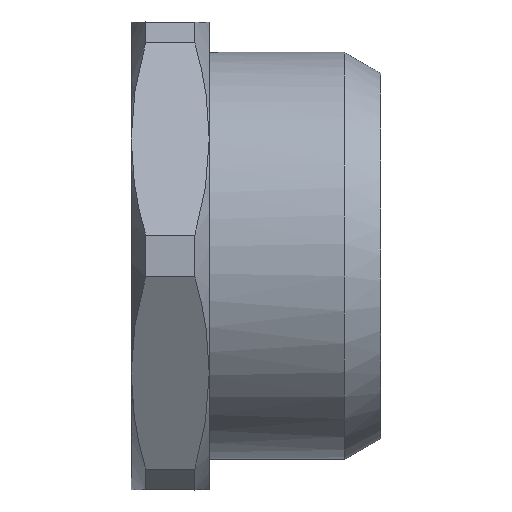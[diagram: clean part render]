
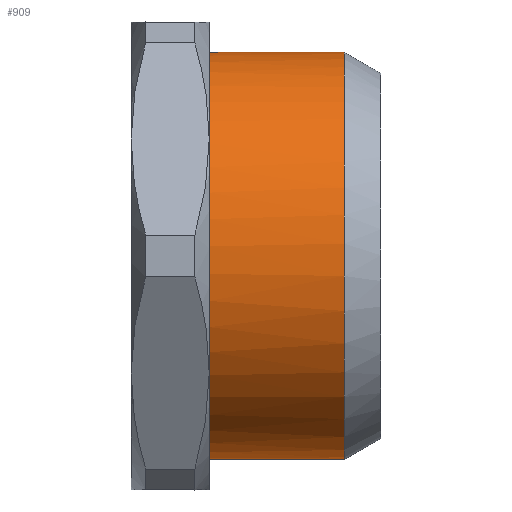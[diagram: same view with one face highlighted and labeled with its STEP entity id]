
A CAD part, left-side view. The second image highlights one B-rep face of the part: STEP entity #909.
In plain terms, the highlighted free-form (B-spline) face has degree [1, 3] with [2, 4] control points.
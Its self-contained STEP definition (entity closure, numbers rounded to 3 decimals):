
#29 = CARTESIAN_POINT ( 'NONE',  ( 0., 11., 13.05 ) ) ;
#35 = B_SPLINE_CURVE_WITH_KNOTS ( 'NONE', 1,
 ( #957, #1700 ),
 .UNSPECIFIED., .F., .F.,
 ( 2, 2 ),
 ( -1., 0. ),
 .UNSPECIFIED. ) ;
#40 = CARTESIAN_POINT ( 'NONE',  ( -26.1, 2.338, 13.05 ) ) ;
#88 = CARTESIAN_POINT ( 'NONE',  ( -4.202, 11., 12.385 ) ) ;
#137 = CARTESIAN_POINT ( 'NONE',  ( 0., 2.338, -13.05 ) ) ;
#138 = CARTESIAN_POINT ( 'NONE',  ( -13.05, 11., -0.857 ) ) ;
#144 = CARTESIAN_POINT ( 'NONE',  ( 0., 2.338, 13.05 ) ) ;
#147 = CARTESIAN_POINT ( 'NONE',  ( -26.1, 2.338, -13.05 ) ) ;
#188 = CARTESIAN_POINT ( 'NONE',  ( -12.632, 11., 3.386 ) ) ;
#206 = CARTESIAN_POINT ( 'NONE',  ( -3.386, 11., 12.632 ) ) ;
#251 = ORIENTED_EDGE ( 'NONE', *, *, #1065, .F. ) ;
#289 = CARTESIAN_POINT ( 'NONE',  ( -13.05, 11., 0.857 ) ) ;
#300 = VERTEX_POINT ( 'NONE', #511 ) ;
#307 = CARTESIAN_POINT ( 'NONE',  ( -26.1, 2.338, 13.05 ) ) ;
#309 = VERTEX_POINT ( 'NONE', #1490 ) ;
#342 = CARTESIAN_POINT ( 'NONE',  ( -6.538, 11., 11.327 ) ) ;
#352 = CARTESIAN_POINT ( 'NONE',  ( -9.834, 11., 8.622 ) ) ;
#398 = ORIENTED_EDGE ( 'NONE', *, *, #1351, .T. ) ;
#471 = CARTESIAN_POINT ( 'NONE',  ( -6.538, 11., -11.327 ) ) ;
#476 = CARTESIAN_POINT ( 'NONE',  ( -1.706, 11., 12.966 ) ) ;
#485 = CARTESIAN_POINT ( 'NONE',  ( -7.963, 11., 10.375 ) ) ;
#511 = CARTESIAN_POINT ( 'NONE',  ( 0., 2.338, 13.05 ) ) ;
#541 = ORIENTED_EDGE ( 'NONE', *, *, #1688, .T. ) ;
#549 = CARTESIAN_POINT ( 'NONE',  ( -11.729, 11., 5.786 ) ) ;
#576 = CARTESIAN_POINT ( 'NONE',  ( -26.1, 11., -13.05 ) ) ;
#681 = CARTESIAN_POINT ( 'NONE',  ( 0., 2.338, -13.05 ) ) ;
#699 = FACE_OUTER_BOUND ( 'NONE', #1479, .T. ) ;
#719 = CARTESIAN_POINT ( 'NONE',  ( 0., 2.338, -13.05 ) ) ;
#729 = CARTESIAN_POINT ( 'NONE',  ( -1.706, 11., -12.966 ) ) ;
#755 = CARTESIAN_POINT ( 'NONE',  ( -10.375, 11., 7.963 ) ) ;
#805 = CARTESIAN_POINT ( 'NONE',  ( -9.834, 11., -8.622 ) ) ;
#842 = CARTESIAN_POINT ( 'NONE',  ( -26.1, 2.338, -13.05 ) ) ;
#848 = CARTESIAN_POINT ( 'NONE',  ( 0., 11., -13.05 ) ) ;
#855 = CARTESIAN_POINT ( 'NONE',  ( -26.1, 11., 13.05 ) ) ;
#877 = CARTESIAN_POINT ( 'NONE',  ( -11.327, 11., 6.538 ) ) ;
#892 = CARTESIAN_POINT ( 'NONE',  ( -5.786, 11., 11.729 ) ) ;
#909 = ADVANCED_FACE ( 'NONE', ( #699 ), #1058, .F. ) ;
#957 = CARTESIAN_POINT ( 'NONE',  ( 0., 2.338, 13.05 ) ) ;
#965 = EDGE_CURVE ( 'NONE', #300, #1520, #35, .T. ) ;
#981 = CARTESIAN_POINT ( 'NONE',  ( -4.202, 11., -12.385 ) ) ;
#1039 = CARTESIAN_POINT ( 'NONE',  ( -0.857, 11., 13.05 ) ) ;
#1058 =( BOUNDED_SURFACE ( )  B_SPLINE_SURFACE ( 1, 3, ( 
 ( #29, #855, #576, #1410 ),
 ( #144, #307, #147, #137 ) ),
 .UNSPECIFIED., .F., .F., .F. ) 
 B_SPLINE_SURFACE_WITH_KNOTS ( ( 2, 2 ),
 ( 4, 4 ),
 ( 0., 1. ),
 ( 0., 1. ),
 .UNSPECIFIED. ) 
 GEOMETRIC_REPRESENTATION_ITEM ( )  RATIONAL_B_SPLINE_SURFACE ( (
 ( 1., 0.333, 0.333, 1.),
 ( 1., 0.333, 0.333, 1.) ) ) 
 REPRESENTATION_ITEM ( '' )  SURFACE ( )  );
#1065 = EDGE_CURVE ( 'NONE', #1340, #1520, #1204, .T. ) ;
#1100 = CARTESIAN_POINT ( 'NONE',  ( 0., 11., 13.05 ) ) ;
#1106 = CARTESIAN_POINT ( 'NONE',  ( -11.729, 11., -5.786 ) ) ;
#1141 = CARTESIAN_POINT ( 'NONE',  ( -12.385, 11., 4.202 ) ) ;
#1171 = CARTESIAN_POINT ( 'NONE',  ( -8.622, 11., 9.834 ) ) ;
#1204 = B_SPLINE_CURVE_WITH_KNOTS ( 'NONE', 3,
 ( #1702, #1412, #729, #1547, #981, #1299, #471, #1600, #1488, #805, #1416, #1611, #1106, #1268, #1440, #1753, #138, #289, #1325, #188, #1141, #549, #877, #755, #352, #1171, #485, #342, #892, #88, #206, #476, #1039, #1587 ),
 .UNSPECIFIED., .F., .F.,
 ( 4, 2, 2, 2, 2, 2, 2, 2, 2, 2, 2, 2, 2, 2, 2, 2, 4 ),
 ( 0., 0.196, 0.393, 0.589, 0.785, 0.982, 1.178, 1.374, 1.571, 1.767, 1.963, 2.16, 2.356, 2.553, 2.749, 2.945, 3.142 ),
 .UNSPECIFIED. ) ;
#1216 =( BOUNDED_CURVE ( )  B_SPLINE_CURVE ( 3, ( #719, #842, #40, #1428 ),
 .UNSPECIFIED., .F., .T. ) 
 B_SPLINE_CURVE_WITH_KNOTS ( ( 4, 4 ),
 ( -3.142, 0. ),
 .UNSPECIFIED. ) 
 CURVE ( )  GEOMETRIC_REPRESENTATION_ITEM ( )  RATIONAL_B_SPLINE_CURVE ( ( 1., 0.333, 0.333, 1. ) ) 
 REPRESENTATION_ITEM ( '' )  );
#1268 = CARTESIAN_POINT ( 'NONE',  ( -12.385, 11., -4.202 ) ) ;
#1299 = CARTESIAN_POINT ( 'NONE',  ( -5.786, 11., -11.729 ) ) ;
#1325 = CARTESIAN_POINT ( 'NONE',  ( -12.966, 11., 1.706 ) ) ;
#1340 = VERTEX_POINT ( 'NONE', #848 ) ;
#1351 = EDGE_CURVE ( 'NONE', #309, #300, #1216, .T. ) ;
#1357 = B_SPLINE_CURVE_WITH_KNOTS ( 'NONE', 1,
 ( #1509, #681 ),
 .UNSPECIFIED., .F., .F.,
 ( 2, 2 ),
 ( -1., 0. ),
 .UNSPECIFIED. ) ;
#1410 = CARTESIAN_POINT ( 'NONE',  ( 0., 11., -13.05 ) ) ;
#1412 = CARTESIAN_POINT ( 'NONE',  ( -0.857, 11., -13.05 ) ) ;
#1416 = CARTESIAN_POINT ( 'NONE',  ( -10.375, 11., -7.963 ) ) ;
#1428 = CARTESIAN_POINT ( 'NONE',  ( 0., 2.338, 13.05 ) ) ;
#1440 = CARTESIAN_POINT ( 'NONE',  ( -12.632, 11., -3.386 ) ) ;
#1479 = EDGE_LOOP ( 'NONE', ( #251, #541, #398, #1658 ) ) ;
#1488 = CARTESIAN_POINT ( 'NONE',  ( -8.622, 11., -9.834 ) ) ;
#1490 = CARTESIAN_POINT ( 'NONE',  ( 0., 2.338, -13.05 ) ) ;
#1509 = CARTESIAN_POINT ( 'NONE',  ( 0., 11., -13.05 ) ) ;
#1520 = VERTEX_POINT ( 'NONE', #1100 ) ;
#1547 = CARTESIAN_POINT ( 'NONE',  ( -3.386, 11., -12.632 ) ) ;
#1587 = CARTESIAN_POINT ( 'NONE',  ( 0., 11., 13.05 ) ) ;
#1600 = CARTESIAN_POINT ( 'NONE',  ( -7.963, 11., -10.375 ) ) ;
#1611 = CARTESIAN_POINT ( 'NONE',  ( -11.327, 11., -6.538 ) ) ;
#1658 = ORIENTED_EDGE ( 'NONE', *, *, #965, .T. ) ;
#1688 = EDGE_CURVE ( 'NONE', #1340, #309, #1357, .T. ) ;
#1700 = CARTESIAN_POINT ( 'NONE',  ( 0., 11., 13.05 ) ) ;
#1702 = CARTESIAN_POINT ( 'NONE',  ( 0., 11., -13.05 ) ) ;
#1753 = CARTESIAN_POINT ( 'NONE',  ( -12.966, 11., -1.706 ) ) ;
